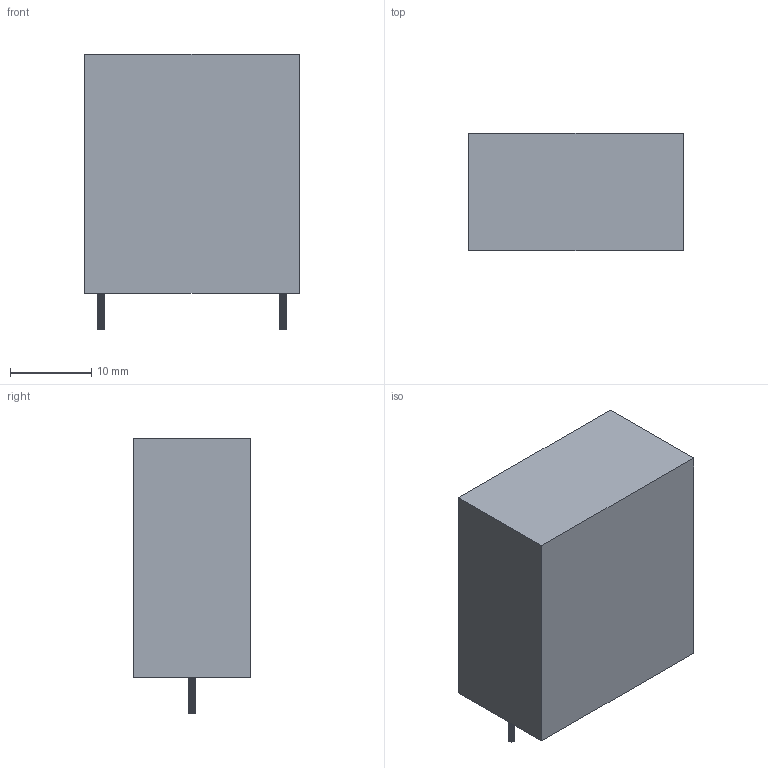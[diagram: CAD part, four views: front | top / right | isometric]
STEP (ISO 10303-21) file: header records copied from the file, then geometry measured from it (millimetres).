
FILE_DESCRIPTION(('FreeCAD Model'),'2;1');
FILE_NAME('Open CASCADE Shape Model','2022-04-21T22:16:49',( 'kicad StepUp'),('ksu MCAD'),'Open CASCADE STEP processor 7.5', 'FreeCAD','Unknown');
FILE_SCHEMA(('AUTOMOTIVE_DESIGN { 1 0 10303 214 1 1 1 1 }'));
Length unit declared in the file: millimetre
Products named in the file (1): C_Rect_L26.5mm_W14.5mm_P22.50mm_MKP21
Bounding box: 26.5 x 14.5 x 34 mm (x, y, z)
Volume: 11339.9 mm3; surface area: 3210.1 mm2
Topology: 1 solids, 1 shells, 108 faces, 312 edges, 208 vertices
Faces by surface type: plane 108
Entity records: 4213 total; most frequent: CARTESIAN_POINT 629, ORIENTED_EDGE 624, DIRECTION 530, EDGE_CURVE 312, LINE 312, VECTOR 312, VERTEX_POINT 208, FACE_BOUND 110
